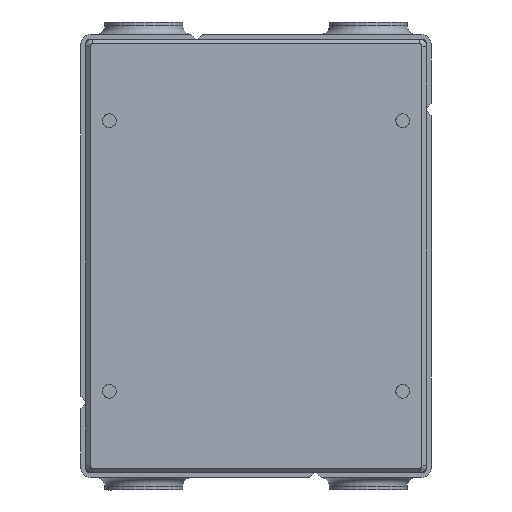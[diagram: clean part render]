
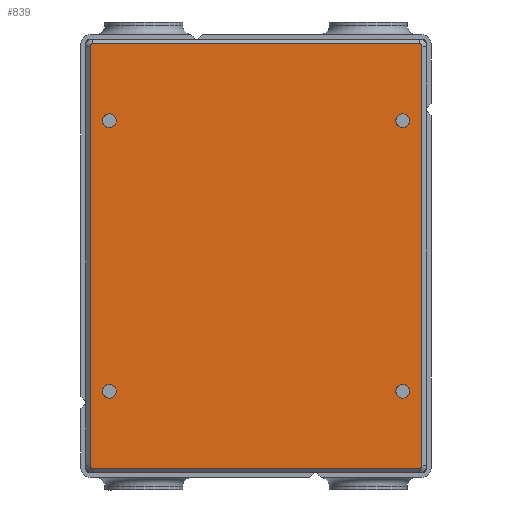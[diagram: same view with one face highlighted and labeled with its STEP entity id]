
A CAD part, front view. The second image highlights one B-rep face of the part: STEP entity #839.
In plain terms, the highlighted face is planar.
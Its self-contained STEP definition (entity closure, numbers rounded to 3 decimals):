
#839=ADVANCED_FACE('',(#950,#951,#952,#953,#954),#909,.F.);
#909=PLANE('',#1819);
#950=FACE_BOUND('',#1002,.T.);
#951=FACE_BOUND('',#1003,.T.);
#952=FACE_BOUND('',#1004,.T.);
#953=FACE_BOUND('',#1005,.T.);
#954=FACE_BOUND('',#1006,.T.);
#1002=EDGE_LOOP('',(#1149,#1150,#1151,#1152,#1153,#1154,#1155,#1156));
#1003=EDGE_LOOP('',(#1157));
#1004=EDGE_LOOP('',(#1158));
#1005=EDGE_LOOP('',(#1159));
#1006=EDGE_LOOP('',(#1160));
#1101=CIRCLE('',#1811,1.);
#1102=CIRCLE('',#1812,1.);
#1103=CIRCLE('',#1813,1.);
#1104=CIRCLE('',#1814,1.);
#1105=CIRCLE('',#1815,3.);
#1106=CIRCLE('',#1816,3.);
#1107=CIRCLE('',#1817,3.);
#1108=CIRCLE('',#1818,3.);
#1149=ORIENTED_EDGE('',*,*,#1512,.T.);
#1150=ORIENTED_EDGE('',*,*,#1513,.T.);
#1151=ORIENTED_EDGE('',*,*,#1514,.T.);
#1152=ORIENTED_EDGE('',*,*,#1515,.T.);
#1153=ORIENTED_EDGE('',*,*,#1516,.T.);
#1154=ORIENTED_EDGE('',*,*,#1517,.T.);
#1155=ORIENTED_EDGE('',*,*,#1518,.T.);
#1156=ORIENTED_EDGE('',*,*,#1519,.T.);
#1157=ORIENTED_EDGE('',*,*,#1520,.F.);
#1158=ORIENTED_EDGE('',*,*,#1521,.F.);
#1159=ORIENTED_EDGE('',*,*,#1522,.F.);
#1160=ORIENTED_EDGE('',*,*,#1523,.T.);
#1417=VERTEX_POINT('',#2272);
#1418=VERTEX_POINT('',#2273);
#1419=VERTEX_POINT('',#2275);
#1420=VERTEX_POINT('',#2277);
#1421=VERTEX_POINT('',#2279);
#1422=VERTEX_POINT('',#2281);
#1423=VERTEX_POINT('',#2283);
#1424=VERTEX_POINT('',#2285);
#1425=VERTEX_POINT('',#2288);
#1426=VERTEX_POINT('',#2290);
#1427=VERTEX_POINT('',#2292);
#1428=VERTEX_POINT('',#2294);
#1512=EDGE_CURVE('',#1417,#1418,#1646,.T.);
#1513=EDGE_CURVE('',#1418,#1419,#1101,.T.);
#1514=EDGE_CURVE('',#1419,#1420,#1647,.T.);
#1515=EDGE_CURVE('',#1420,#1421,#1102,.T.);
#1516=EDGE_CURVE('',#1421,#1422,#1648,.T.);
#1517=EDGE_CURVE('',#1422,#1423,#1103,.T.);
#1518=EDGE_CURVE('',#1423,#1424,#1649,.T.);
#1519=EDGE_CURVE('',#1424,#1417,#1104,.T.);
#1520=EDGE_CURVE('',#1425,#1425,#1105,.T.);
#1521=EDGE_CURVE('',#1426,#1426,#1106,.T.);
#1522=EDGE_CURVE('',#1427,#1427,#1107,.T.);
#1523=EDGE_CURVE('',#1428,#1428,#1108,.T.);
#1646=LINE('',#2271,#1728);
#1647=LINE('',#2276,#1729);
#1648=LINE('',#2280,#1730);
#1649=LINE('',#2284,#1731);
#1728=VECTOR('',#1938,1.);
#1729=VECTOR('',#1941,1.);
#1730=VECTOR('',#1944,1.);
#1731=VECTOR('',#1947,1.);
#1811=AXIS2_PLACEMENT_3D('',#2274,#1939,#1940);
#1812=AXIS2_PLACEMENT_3D('',#2278,#1942,#1943);
#1813=AXIS2_PLACEMENT_3D('',#2282,#1945,#1946);
#1814=AXIS2_PLACEMENT_3D('',#2286,#1948,#1949);
#1815=AXIS2_PLACEMENT_3D('',#2287,#1950,#1951);
#1816=AXIS2_PLACEMENT_3D('',#2289,#1952,#1953);
#1817=AXIS2_PLACEMENT_3D('',#2291,#1954,#1955);
#1818=AXIS2_PLACEMENT_3D('',#2293,#1956,#1957);
#1819=AXIS2_PLACEMENT_3D('',#2295,#1958,#1959);
#1938=DIRECTION('',(1.,0.,0.));
#1939=DIRECTION('',(0.,0.,-1.));
#1940=DIRECTION('',(1.,0.,0.));
#1941=DIRECTION('',(0.,-1.,0.));
#1942=DIRECTION('',(0.,0.,-1.));
#1943=DIRECTION('',(1.,0.,0.));
#1944=DIRECTION('',(-1.,0.,0.));
#1945=DIRECTION('',(0.,0.,-1.));
#1946=DIRECTION('',(1.,0.,0.));
#1947=DIRECTION('',(0.,1.,0.));
#1948=DIRECTION('',(0.,0.,-1.));
#1949=DIRECTION('',(1.,0.,0.));
#1950=DIRECTION('',(0.,0.,-1.));
#1951=DIRECTION('',(1.,0.,0.));
#1952=DIRECTION('',(0.,0.,-1.));
#1953=DIRECTION('',(1.,0.,0.));
#1954=DIRECTION('',(0.,0.,-1.));
#1955=DIRECTION('',(1.,0.,0.));
#1956=DIRECTION('',(0.,0.,1.));
#1957=DIRECTION('',(1.,0.,0.));
#1958=DIRECTION('',(0.,0.,1.));
#1959=DIRECTION('',(1.,0.,0.));
#2271=CARTESIAN_POINT('',(0.,92.723,0.));
#2272=CARTESIAN_POINT('',(-71.473,92.723,0.));
#2273=CARTESIAN_POINT('',(71.473,92.723,0.));
#2274=CARTESIAN_POINT('',(71.473,91.723,0.));
#2275=CARTESIAN_POINT('',(72.473,91.723,0.));
#2276=CARTESIAN_POINT('',(72.473,0.,0.));
#2277=CARTESIAN_POINT('',(72.473,-91.723,0.));
#2278=CARTESIAN_POINT('',(71.473,-91.723,0.));
#2279=CARTESIAN_POINT('',(71.473,-92.723,0.));
#2280=CARTESIAN_POINT('',(0.,-92.723,0.));
#2281=CARTESIAN_POINT('',(-71.473,-92.723,0.));
#2282=CARTESIAN_POINT('',(-71.473,-91.723,0.));
#2283=CARTESIAN_POINT('',(-72.473,-91.723,0.));
#2284=CARTESIAN_POINT('',(-72.473,0.,0.));
#2285=CARTESIAN_POINT('',(-72.473,91.723,0.));
#2286=CARTESIAN_POINT('',(-71.473,91.723,0.));
#2287=CARTESIAN_POINT('',(64.078,59.098,0.));
#2288=CARTESIAN_POINT('',(67.078,59.098,0.));
#2289=CARTESIAN_POINT('',(-64.078,59.098,0.));
#2290=CARTESIAN_POINT('',(-61.078,59.098,0.));
#2291=CARTESIAN_POINT('',(64.078,-59.098,0.));
#2292=CARTESIAN_POINT('',(67.078,-59.098,0.));
#2293=CARTESIAN_POINT('',(-64.078,-59.098,0.));
#2294=CARTESIAN_POINT('',(-61.078,-59.098,0.));
#2295=CARTESIAN_POINT('',(0.,0.,0.));
